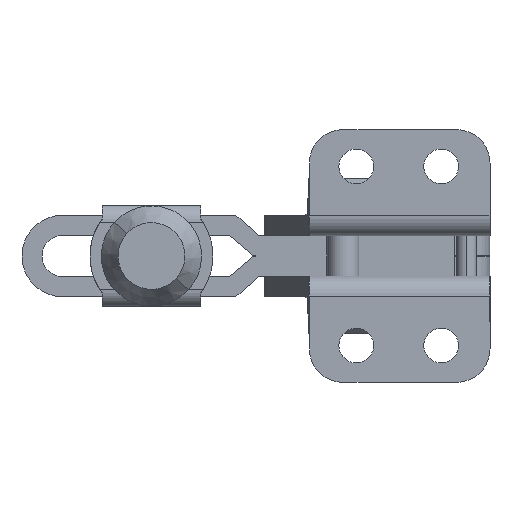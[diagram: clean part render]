
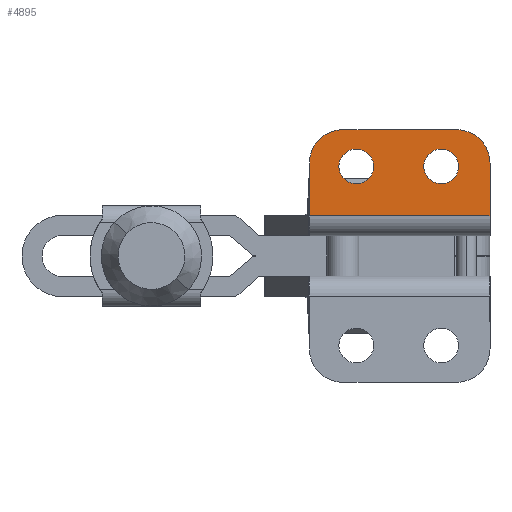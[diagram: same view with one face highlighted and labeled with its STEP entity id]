
A CAD part, front view. The second image highlights one B-rep face of the part: STEP entity #4895.
In plain terms, the highlighted planar face has unit normal (0, -1, 0).
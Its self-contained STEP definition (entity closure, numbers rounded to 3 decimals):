
#25 = CIRCLE ( 'NONE', #6457, 5. ) ;
#244 = AXIS2_PLACEMENT_3D ( 'NONE', #2537, #9396, #10395 ) ;
#247 = VECTOR ( 'NONE', #6266, 1000. ) ;
#337 = LINE ( 'NONE', #1593, #5551 ) ;
#379 = EDGE_CURVE ( 'NONE', #6170, #1454, #8444, .T. ) ;
#454 = CARTESIAN_POINT ( 'NONE',  ( -27., 0., 9.45 ) ) ;
#880 = DIRECTION ( 'NONE',  ( 0., 0., -1. ) ) ;
#921 = VECTOR ( 'NONE', #9569, 1000. ) ;
#1165 = ORIENTED_EDGE ( 'NONE', *, *, #2093, .F. ) ;
#1454 = VERTEX_POINT ( 'NONE', #11892 ) ;
#1482 = DIRECTION ( 'NONE',  ( 0., 1., 0. ) ) ;
#1593 = CARTESIAN_POINT ( 'NONE',  ( -13.5, 0., 15.9 ) ) ;
#1608 = CARTESIAN_POINT ( 'NONE',  ( -27., 0., 3. ) ) ;
#2080 = EDGE_CURVE ( 'NONE', #6856, #9586, #10694, .T. ) ;
#2093 = EDGE_CURVE ( 'NONE', #9586, #11242, #5473, .T. ) ;
#2537 = CARTESIAN_POINT ( 'NONE',  ( -20., 0., 10.4 ) ) ;
#2873 = CARTESIAN_POINT ( 'NONE',  ( -7.3, 0., 10.4 ) ) ;
#2947 = DIRECTION ( 'NONE',  ( 0., -1., 0. ) ) ;
#3120 = EDGE_CURVE ( 'NONE', #8718, #9495, #10359, .T. ) ;
#3294 = CARTESIAN_POINT ( 'NONE',  ( -5., 0., 15.9 ) ) ;
#3507 = LINE ( 'NONE', #8589, #921 ) ;
#3860 = DIRECTION ( 'NONE',  ( 0., 0., -1. ) ) ;
#3899 = AXIS2_PLACEMENT_3D ( 'NONE', #8802, #2947, #9789 ) ;
#4021 = EDGE_LOOP ( 'NONE', ( #6271, #6950 ) ) ;
#4249 = AXIS2_PLACEMENT_3D ( 'NONE', #6043, #5280, #5234 ) ;
#4660 = ORIENTED_EDGE ( 'NONE', *, *, #6221, .F. ) ;
#4771 = FACE_OUTER_BOUND ( 'NONE', #9833, .T. ) ;
#4835 = CARTESIAN_POINT ( 'NONE',  ( -20., 0., 10.4 ) ) ;
#4854 = CARTESIAN_POINT ( 'NONE',  ( 0., 0., 10.9 ) ) ;
#4895 = ADVANCED_FACE ( 'NONE', ( #5074, #12663, #4771 ), #5308, .F. ) ;
#5074 = FACE_BOUND ( 'NONE', #4021, .T. ) ;
#5077 = EDGE_CURVE ( 'NONE', #6169, #10661, #25, .T. ) ;
#5234 = DIRECTION ( 'NONE',  ( 0., 0., -1. ) ) ;
#5280 = DIRECTION ( 'NONE',  ( 0., 1., 0. ) ) ;
#5308 = PLANE ( 'NONE',  #8006 ) ;
#5401 = CARTESIAN_POINT ( 'NONE',  ( -22., 0., 15.9 ) ) ;
#5450 = CIRCLE ( 'NONE', #3899, 2.6 ) ;
#5473 = LINE ( 'NONE', #6095, #247 ) ;
#5551 = VECTOR ( 'NONE', #12368, 1000. ) ;
#5555 = VERTEX_POINT ( 'NONE', #1608 ) ;
#5840 = DIRECTION ( 'NONE',  ( 0., 0., -1. ) ) ;
#6043 = CARTESIAN_POINT ( 'NONE',  ( -5., 0., 10.9 ) ) ;
#6095 = CARTESIAN_POINT ( 'NONE',  ( 0., 0., 9.45 ) ) ;
#6169 = VERTEX_POINT ( 'NONE', #8514 ) ;
#6170 = VERTEX_POINT ( 'NONE', #6530 ) ;
#6221 = EDGE_CURVE ( 'NONE', #11242, #5555, #3507, .T. ) ;
#6266 = DIRECTION ( 'NONE',  ( 0., 0., -1. ) ) ;
#6271 = ORIENTED_EDGE ( 'NONE', *, *, #3120, .F. ) ;
#6328 = CARTESIAN_POINT ( 'NONE',  ( 0., 0., 3. ) ) ;
#6457 = AXIS2_PLACEMENT_3D ( 'NONE', #12637, #6701, #880 ) ;
#6518 = EDGE_CURVE ( 'NONE', #5555, #6169, #10562, .T. ) ;
#6530 = CARTESIAN_POINT ( 'NONE',  ( -20., 0., 13. ) ) ;
#6701 = DIRECTION ( 'NONE',  ( 0., 1., 0. ) ) ;
#6856 = VERTEX_POINT ( 'NONE', #3294 ) ;
#6950 = ORIENTED_EDGE ( 'NONE', *, *, #7681, .F. ) ;
#7170 = EDGE_CURVE ( 'NONE', #1454, #6170, #8379, .T. ) ;
#7286 = DIRECTION ( 'NONE',  ( 0., 0., 1. ) ) ;
#7665 = CARTESIAN_POINT ( 'NONE',  ( -7.3, 0., 13. ) ) ;
#7681 = EDGE_CURVE ( 'NONE', #9495, #8718, #5450, .T. ) ;
#8006 = AXIS2_PLACEMENT_3D ( 'NONE', #6328, #1482, #8313 ) ;
#8243 = VECTOR ( 'NONE', #7286, 1000. ) ;
#8258 = EDGE_LOOP ( 'NONE', ( #8781, #10790 ) ) ;
#8313 = DIRECTION ( 'NONE',  ( -1., 0., 0. ) ) ;
#8379 = CIRCLE ( 'NONE', #11285, 2.6 ) ;
#8444 = CIRCLE ( 'NONE', #244, 2.6 ) ;
#8514 = CARTESIAN_POINT ( 'NONE',  ( -27., 0., 10.9 ) ) ;
#8589 = CARTESIAN_POINT ( 'NONE',  ( -13.5, 0., 3. ) ) ;
#8718 = VERTEX_POINT ( 'NONE', #10494 ) ;
#8781 = ORIENTED_EDGE ( 'NONE', *, *, #7170, .F. ) ;
#8802 = CARTESIAN_POINT ( 'NONE',  ( -7.3, 0., 10.4 ) ) ;
#9396 = DIRECTION ( 'NONE',  ( 0., -1., 0. ) ) ;
#9495 = VERTEX_POINT ( 'NONE', #7665 ) ;
#9569 = DIRECTION ( 'NONE',  ( -1., 0., 0. ) ) ;
#9586 = VERTEX_POINT ( 'NONE', #4854 ) ;
#9686 = ORIENTED_EDGE ( 'NONE', *, *, #6518, .F. ) ;
#9689 = CARTESIAN_POINT ( 'NONE',  ( 0., 0., 3. ) ) ;
#9711 = DIRECTION ( 'NONE',  ( 0., -1., 0. ) ) ;
#9789 = DIRECTION ( 'NONE',  ( 0., 0., -1. ) ) ;
#9833 = EDGE_LOOP ( 'NONE', ( #4660, #1165, #10353, #11453, #11527, #9686 ) ) ;
#9900 = EDGE_CURVE ( 'NONE', #10661, #6856, #337, .T. ) ;
#10353 = ORIENTED_EDGE ( 'NONE', *, *, #2080, .F. ) ;
#10359 = CIRCLE ( 'NONE', #11692, 2.6 ) ;
#10395 = DIRECTION ( 'NONE',  ( 0., 0., -1. ) ) ;
#10494 = CARTESIAN_POINT ( 'NONE',  ( -7.3, 0., 7.8 ) ) ;
#10562 = LINE ( 'NONE', #454, #8243 ) ;
#10661 = VERTEX_POINT ( 'NONE', #5401 ) ;
#10694 = CIRCLE ( 'NONE', #4249, 5. ) ;
#10790 = ORIENTED_EDGE ( 'NONE', *, *, #379, .F. ) ;
#11242 = VERTEX_POINT ( 'NONE', #9689 ) ;
#11285 = AXIS2_PLACEMENT_3D ( 'NONE', #4835, #11760, #5840 ) ;
#11453 = ORIENTED_EDGE ( 'NONE', *, *, #9900, .F. ) ;
#11527 = ORIENTED_EDGE ( 'NONE', *, *, #5077, .F. ) ;
#11692 = AXIS2_PLACEMENT_3D ( 'NONE', #2873, #9711, #3860 ) ;
#11760 = DIRECTION ( 'NONE',  ( 0., -1., 0. ) ) ;
#11892 = CARTESIAN_POINT ( 'NONE',  ( -20., 0., 7.8 ) ) ;
#12368 = DIRECTION ( 'NONE',  ( 1., 0., 0. ) ) ;
#12637 = CARTESIAN_POINT ( 'NONE',  ( -22., 0., 10.9 ) ) ;
#12663 = FACE_BOUND ( 'NONE', #8258, .T. ) ;
